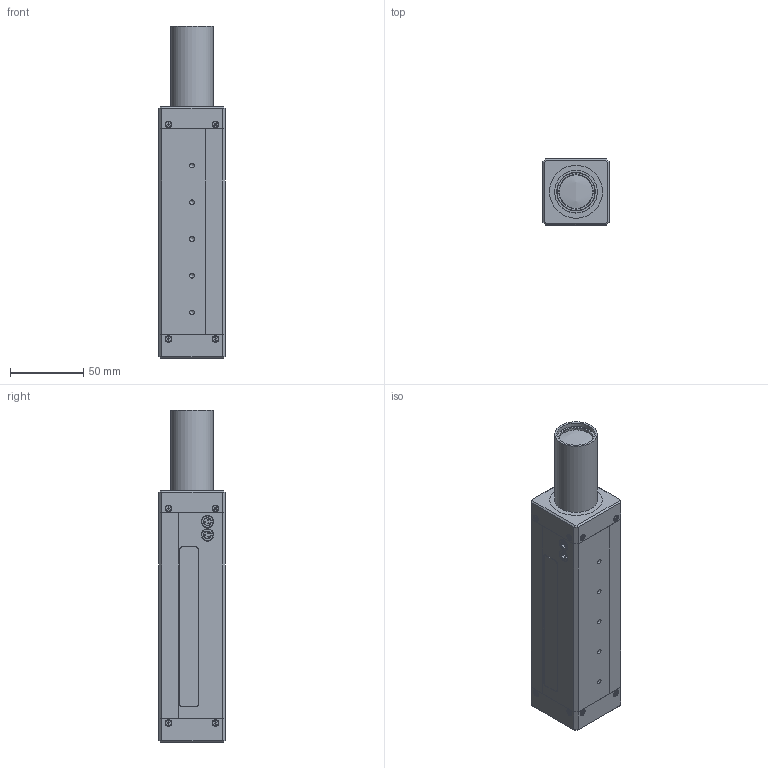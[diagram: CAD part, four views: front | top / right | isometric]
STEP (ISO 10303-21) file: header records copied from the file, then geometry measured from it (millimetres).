
FILE_DESCRIPTION(/* description */ (''),/* implementation_level */ '2;1');
FILE_NAME(/* name */ 'MEX18-ACH.step',/* time_stamp */ '2020-03-03T09:49:24+02:00',/* author */ (''),/* organization */ (''),/* preprocessor_version */ 'ST-DEVELOPER v18',/* originating_system */ 'Autodesk Translation Framework v8.12.0.6',/* authorisation */ '');
FILE_SCHEMA (('AUTOMOTIVE_DESIGN { 1 0 10303 214 3 1 1 }'));
Length unit declared in the file: millimetre
Products named in the file (14): MEX18-ACH; BDS-001-01; BDS-004-01; MEX110_HT1X v1; MEX110_HT1X; NONE (3); BDS-003-00; BDS-005-01; BDS-002-01; 09-9747-00-03 Connector; ISO 7046-1 - M2 x 6 - 4; BDS-021-01; Component173; SM1RR-Step v1
Assembly tree (29 placements, depth 5):
  MEX18-ACH
    BDS-001-01
    BDS-004-01
      MEX110_HT1X v1
        MEX110_HT1X
          NONE (3)
    BDS-003-00
    BDS-005-01
    BDS-002-01
    09-9747-00-03 Connector  x2
    ISO 7046-1 - M2 x 6 - 4  x16
    BDS-021-01
    Component173
    SM1RR-Step v1
Bounding box: 45 x 45 x 226 mm (x, y, z)
Volume: 116867.9 mm3; surface area: 97863.2 mm2
Topology: 27 solids, 27 shells, 975 faces, 2811 edges, 1913 vertices
Faces by surface type: plane 397, cone 253, cylinder 229, torus 88, sphere 8
Full cylindrical faces by diameter (mm): 0.78 x6, 0.9 x6, 1.1 x6, 1.221 x4, 1.567 x17, 1.755 x16, 2 x16, 2.2 x24, 3.242 x5, 3.8 x16, 5.359 x2, 6.35 x2, 7.8 x2, 8.5 x2, 12 x2, 12.7 x1, 12.8 x1, 13 x1, 14 x1, 16 x1, 22.911 x1, 24 x1, 25.4 x2, 26.19 x1, 26.289 x1, 27 x1, 29 x1, 33 x1, 34 x1, 36 x2
Entity records: 17544 total; most frequent: CARTESIAN_POINT 3363, DIRECTION 2965, ORIENTED_EDGE 2802, EDGE_CURVE 1401, AXIS2_PLACEMENT_3D 1103, VERTEX_POINT 964, LINE 759, VECTOR 759
